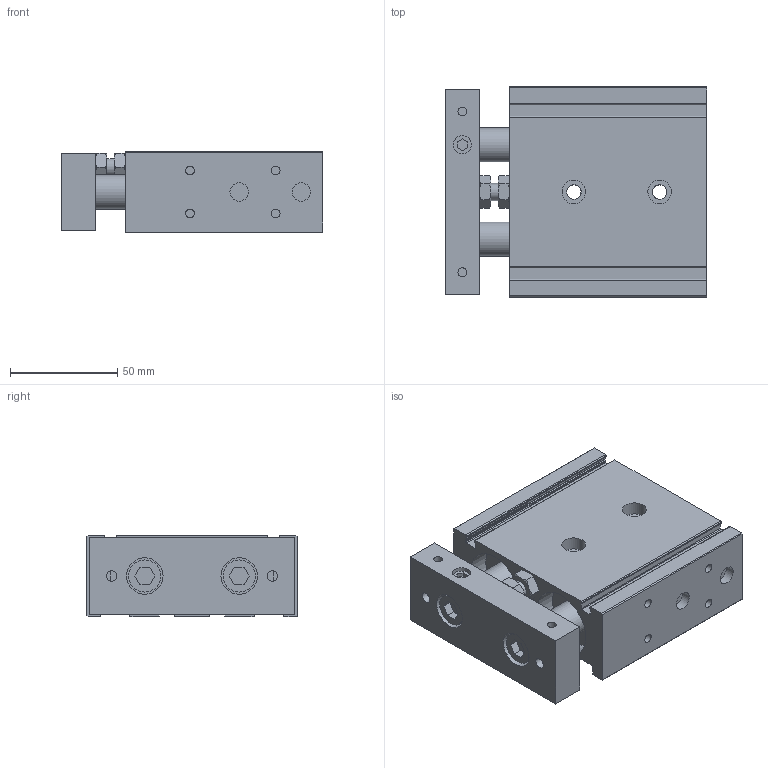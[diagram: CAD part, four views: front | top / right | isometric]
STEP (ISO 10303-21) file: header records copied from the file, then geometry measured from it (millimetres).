
FILE_DESCRIPTION( ( 'STEP AP203' ), '1' );
FILE_NAME( 'EXSM32X10-S-0().stp', '2021-10-12T02:23:57', ( 'License CC BY-ND 4.0' ), ( 'CADENAS' ), ' ', 'PARTsolutions', ' ' );
FILE_SCHEMA( ( 'CONFIG_CONTROL_DESIGN' ) );
Length unit declared in the file: millimetre
Products named in the file (4): EXSM32X10-S-0(); _EXSM32X10-S0-dummy(); _EXSM32X10-S-body(); _EXSM32X10-S-rod
Assembly tree (3 placements, depth 2):
  EXSM32X10-S-0()
    _EXSM32X10-S0-dummy()
    _EXSM32X10-S-body()
    _EXSM32X10-S-rod
Bounding box: 122 x 98 x 38 mm (x, y, z)
Volume: 329574.3 mm3; surface area: 88364.9 mm2
Topology: 2 solids, 2 shells, 231 faces, 528 edges, 345 vertices
Faces by surface type: plane 124, cylinder 83, cone 24
Full cylindrical faces by diameter (mm): 4.134 x12, 4.917 x2, 6.647 x2, 6.8 x2, 8 x1, 8.376 x1, 8.566 x4, 11 x2, 15 x2, 16 x4, 17 x2, 32 x6, 34 x2
Entity records: 6643 total; most frequent: CARTESIAN_POINT 1338, DIRECTION 1098, ORIENTED_EDGE 972, EDGE_CURVE 486, AXIS2_PLACEMENT_3D 425, VERTEX_POINT 344, EDGE_LOOP 324, FACE_OUTER_BOUND 273
